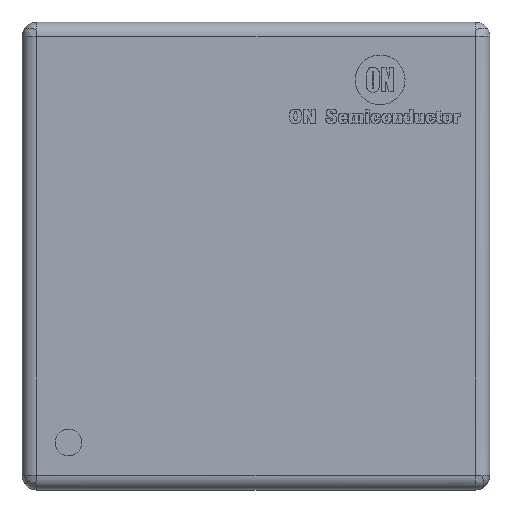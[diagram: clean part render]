
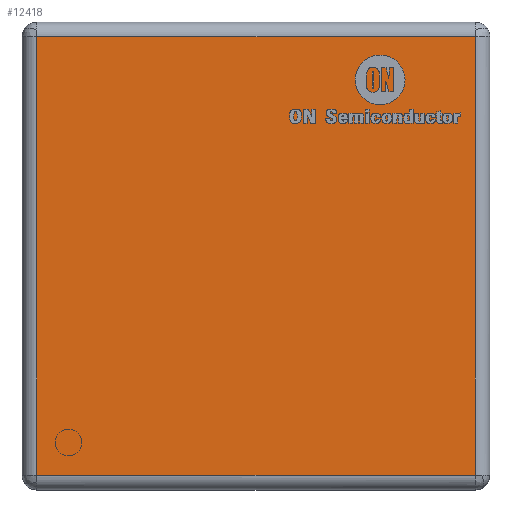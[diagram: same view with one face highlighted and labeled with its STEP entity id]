
A CAD part, top view. The second image highlights one B-rep face of the part: STEP entity #12418.
In plain terms, the highlighted planar face has unit normal (0, 0, 1).
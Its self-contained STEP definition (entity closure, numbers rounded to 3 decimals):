
#280 = CARTESIAN_POINT ( 'NONE',  ( 0.75, -0.75, 0.525 ) ) ;
#612 = FACE_OUTER_BOUND ( 'NONE', #18911, .T. ) ;
#922 = CARTESIAN_POINT ( 'NONE',  ( 0.75, -0.4, 0.525 ) ) ;
#1316 = ORIENTED_EDGE ( 'NONE', *, *, #7319, .F. ) ;
#2571 = LINE ( 'NONE', #922, #7366 ) ;
#3168 = VECTOR ( 'NONE', #19951, 1000. ) ;
#3436 = CARTESIAN_POINT ( 'NONE',  ( -0.75, 0.4, 0.525 ) ) ;
#5125 = EDGE_CURVE ( 'NONE', #6272, #7069, #17083, .T. ) ;
#6173 = CARTESIAN_POINT ( 'NONE',  ( 0., 0., 0.525 ) ) ;
#6272 = VERTEX_POINT ( 'NONE', #280 ) ;
#6382 = LINE ( 'NONE', #3436, #11179 ) ;
#7069 = VERTEX_POINT ( 'NONE', #16183 ) ;
#7319 = EDGE_CURVE ( 'NONE', #14930, #12971, #16941, .T. ) ;
#7366 = VECTOR ( 'NONE', #17126, 1000. ) ;
#7977 = DIRECTION ( 'NONE',  ( 1., 0., 0. ) ) ;
#8383 = EDGE_CURVE ( 'NONE', #7069, #14930, #6382, .T. ) ;
#8798 = CARTESIAN_POINT ( 'NONE',  ( -0.4, -0.75, 0.525 ) ) ;
#9068 = ORIENTED_EDGE ( 'NONE', *, *, #8383, .F. ) ;
#9700 = PLANE ( 'NONE',  #16284 ) ;
#9886 = EDGE_CURVE ( 'NONE', #12971, #6272, #2571, .T. ) ;
#11179 = VECTOR ( 'NONE', #20366, 1000. ) ;
#12418 = ADVANCED_FACE ( 'NONE', ( #612 ), #9700, .T. ) ;
#12971 = VERTEX_POINT ( 'NONE', #13721 ) ;
#13375 = CARTESIAN_POINT ( 'NONE',  ( -0.75, 0.75, 0.525 ) ) ;
#13721 = CARTESIAN_POINT ( 'NONE',  ( 0.75, 0.75, 0.525 ) ) ;
#14930 = VERTEX_POINT ( 'NONE', #13375 ) ;
#15140 = CARTESIAN_POINT ( 'NONE',  ( 0.4, 0.75, 0.525 ) ) ;
#16086 = ORIENTED_EDGE ( 'NONE', *, *, #9886, .F. ) ;
#16183 = CARTESIAN_POINT ( 'NONE',  ( -0.75, -0.75, 0.525 ) ) ;
#16284 = AXIS2_PLACEMENT_3D ( 'NONE', #6173, #18857, #7977 ) ;
#16941 = LINE ( 'NONE', #15140, #21757 ) ;
#17083 = LINE ( 'NONE', #8798, #3168 ) ;
#17126 = DIRECTION ( 'NONE',  ( 0., -1., 0. ) ) ;
#18857 = DIRECTION ( 'NONE',  ( 0., 0., 1. ) ) ;
#18911 = EDGE_LOOP ( 'NONE', ( #16086, #1316, #9068, #22603 ) ) ;
#19274 = DIRECTION ( 'NONE',  ( 1., 0., 0. ) ) ;
#19951 = DIRECTION ( 'NONE',  ( -1., 0., 0. ) ) ;
#20366 = DIRECTION ( 'NONE',  ( 0., 1., 0. ) ) ;
#21757 = VECTOR ( 'NONE', #19274, 1000. ) ;
#22603 = ORIENTED_EDGE ( 'NONE', *, *, #5125, .F. ) ;
